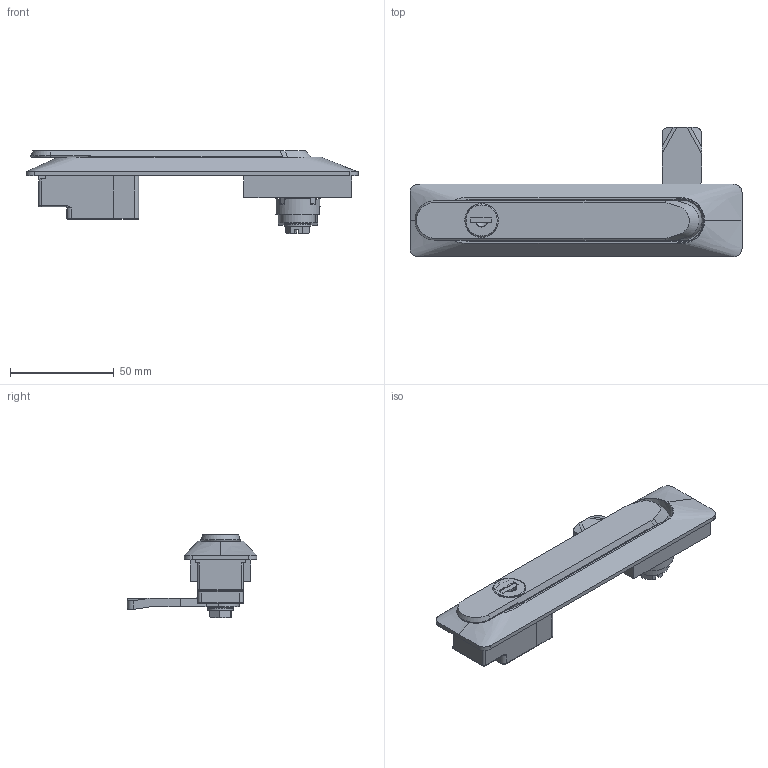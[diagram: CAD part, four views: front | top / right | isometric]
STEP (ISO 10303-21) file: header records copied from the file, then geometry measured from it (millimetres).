
FILE_DESCRIPTION(('STEP AP203'),'1');
FILE_NAME('208.1.1.03.30.step','2019-12-13T05:50:07',(' '),(' '),'Spatial InterOp 3D',' ',' ');
FILE_SCHEMA(('CONFIG_CONTROL_DESIGN'));
Length unit declared in the file: millimetre
Products named in the file (13): 1; 2; 3; 4; 5; 6; 7; 8; 9; 10; 11; 12; 13
Bounding box: 160 x 62.5 x 40.2 mm (x, y, z)
Volume: 68713.6 mm3; surface area: 51156.2 mm2
Topology: 13 solids, 13 shells, 965 faces, 2601 edges, 1680 vertices
Faces by surface type: plane 560, cylinder 219, bspline 76, cone 48, torus 48, extrusion 7, sphere 6, revolution 1
Full cylindrical faces by diameter (mm): 3.3 x3, 4 x6, 4.2 x5, 4.5 x2, 5 x2, 5.2 x1, 6 x1, 7 x1, 7.3 x2, 9.8 x1, 10 x3, 12.2 x1, 12.4 x1, 12.5 x1, 15 x1, 15.8 x1, 16 x3, 16.2 x1, 21 x1, 21.5 x1, 22.5 x1, 24 x1
Entity records: 36558 total; most frequent: CARTESIAN_POINT 12637, ORIENTED_EDGE 5006, DIRECTION 4643, EDGE_CURVE 2503, AXIS2_PLACEMENT_3D 1659, VERTEX_POINT 1655, VECTOR 1324, LINE 1317
